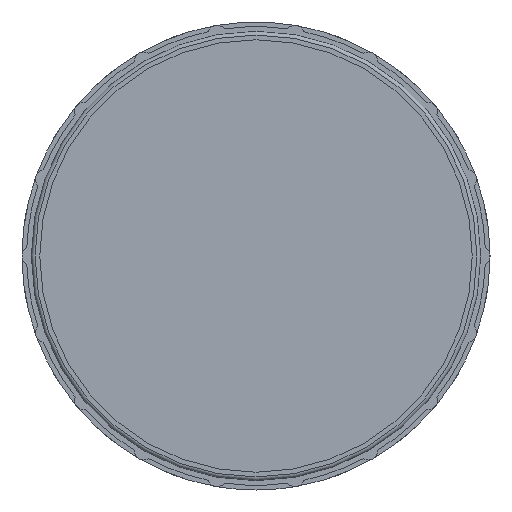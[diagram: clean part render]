
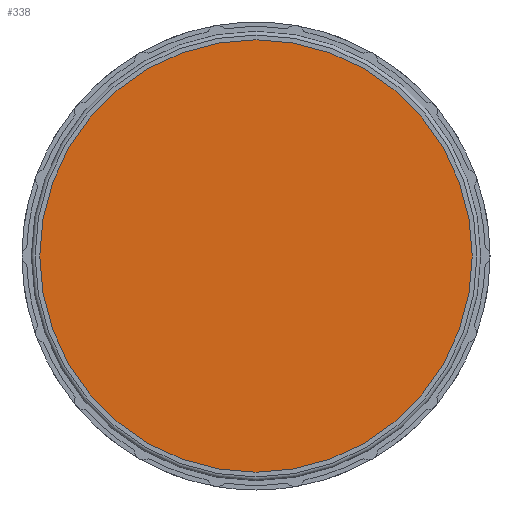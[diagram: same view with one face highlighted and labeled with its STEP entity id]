
A CAD part, left-side view. The second image highlights one B-rep face of the part: STEP entity #338.
In plain terms, the highlighted planar face has unit normal (-1, 0, 0).
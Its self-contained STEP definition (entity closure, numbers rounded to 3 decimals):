
#338 = ADVANCED_FACE( '', ( #695 ), #696, .F. );
#695 = FACE_OUTER_BOUND( '', #1048, .T. );
#696 = PLANE( '', #1049 );
#1048 = EDGE_LOOP( '', ( #2019 ) );
#1049 = AXIS2_PLACEMENT_3D( '', #2020, #2021, #2022 );
#2019 = ORIENTED_EDGE( '', *, *, #2413, .F. );
#2020 = CARTESIAN_POINT( '', ( 0., 0., 0. ) );
#2021 = DIRECTION( '', ( 1., 0., 0. ) );
#2022 = DIRECTION( '', ( 0., 0., -1. ) );
#2413 = EDGE_CURVE( '', #2983, #2983, #2984, .T. );
#2983 = VERTEX_POINT( '', #3668 );
#2984 = CIRCLE( '', #3669, 29.11 );
#3668 = CARTESIAN_POINT( '', ( 0., 0., -29.11 ) );
#3669 = AXIS2_PLACEMENT_3D( '', #4280, #4281, #4282 );
#4280 = CARTESIAN_POINT( '', ( 0., 0., 0. ) );
#4281 = DIRECTION( '', ( 1., 0., 0. ) );
#4282 = DIRECTION( '', ( 0., 0., -1. ) );
